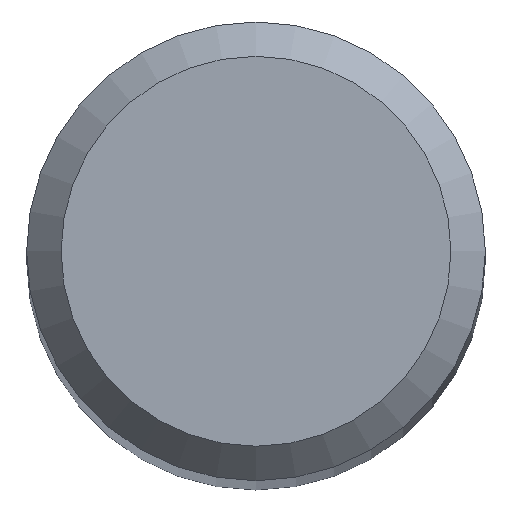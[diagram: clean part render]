
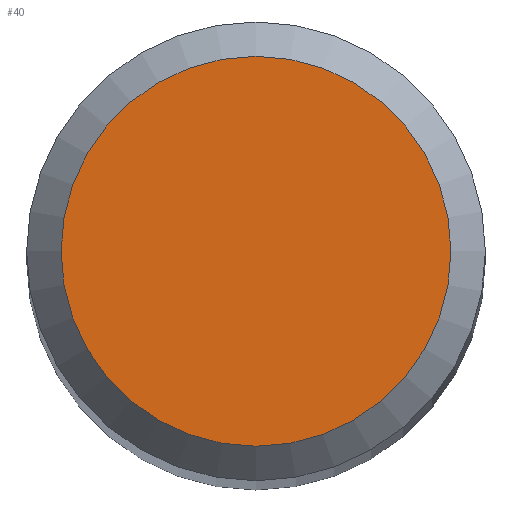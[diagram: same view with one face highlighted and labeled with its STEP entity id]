
A CAD part, top view. The second image highlights one B-rep face of the part: STEP entity #40.
In plain terms, the highlighted planar face has unit normal (0, 0, 1).
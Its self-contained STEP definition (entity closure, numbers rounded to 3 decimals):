
#2 = CARTESIAN_POINT ( 'NONE',  ( 0., 1.7, 50. ) ) ;
#11 = CARTESIAN_POINT ( 'NONE',  ( 0., 0., 50. ) ) ;
#15 = CARTESIAN_POINT ( 'NONE',  ( 0., 0., 50. ) ) ;
#17 = VERTEX_POINT ( 'NONE', #2 ) ;
#40 = ADVANCED_FACE ( 'NONE', ( #108 ), #183, .F. ) ;
#41 = AXIS2_PLACEMENT_3D ( 'NONE', #11, #126, #92 ) ;
#57 = EDGE_LOOP ( 'NONE', ( #89 ) ) ;
#75 = DIRECTION ( 'NONE',  ( 0., 0., -1. ) ) ;
#85 = CIRCLE ( 'NONE', #41, 1.7 ) ;
#89 = ORIENTED_EDGE ( 'NONE', *, *, #93, .F. ) ;
#92 = DIRECTION ( 'NONE',  ( 0., 1., 0. ) ) ;
#93 = EDGE_CURVE ( 'NONE', #17, #17, #85, .T. ) ;
#108 = FACE_OUTER_BOUND ( 'NONE', #57, .T. ) ;
#126 = DIRECTION ( 'NONE',  ( 0., 0., -1. ) ) ;
#137 = DIRECTION ( 'NONE',  ( 0., 1., 0. ) ) ;
#166 = AXIS2_PLACEMENT_3D ( 'NONE', #15, #75, #137 ) ;
#183 = PLANE ( 'NONE',  #166 ) ;
